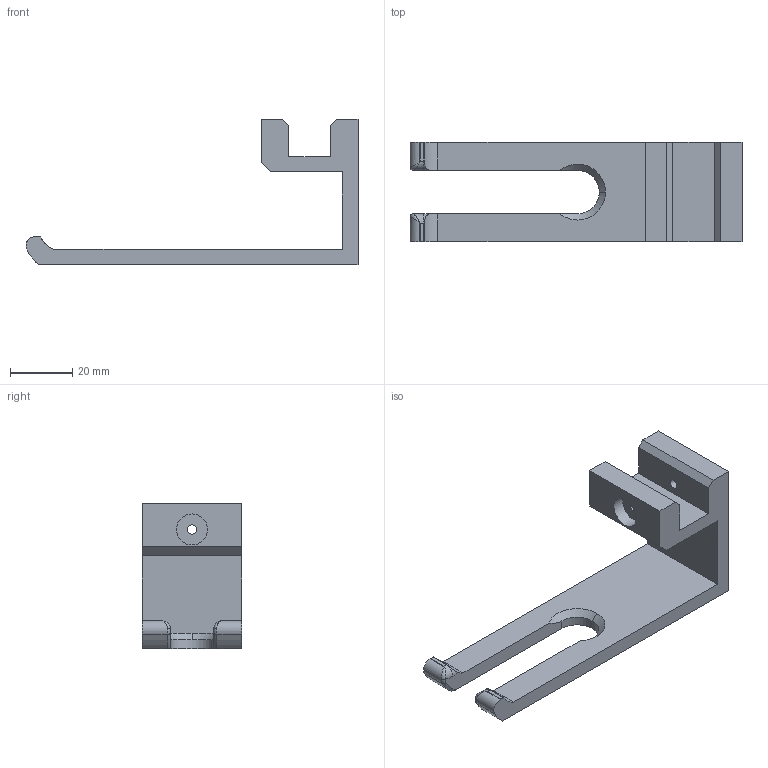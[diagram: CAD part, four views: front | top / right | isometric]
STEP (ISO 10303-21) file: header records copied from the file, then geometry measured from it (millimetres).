
FILE_DESCRIPTION(('HOOPS Exchange Step'),'2;1');
FILE_NAME('temp_export','2021-01-01T09:49:54-06:00',('mobile'),('Shapr3D Limited'),'HOOPS Exchange 2020.2','Shapr3D','Authorized');
FILE_SCHEMA( ('AP203_CONFIGURATION_CONTROLLED_3D_DESIGN_OF_MECHANICAL_PARTS_AND_ASSEMBLIES_MIM_LF') );
Length unit declared in the file: millimetre
Products named in the file (1): 973F080F-3253-4B5C-A788-A32DF32D18E8.tmp
Bounding box: 106.99 x 32 x 47 mm (x, y, z)
Volume: 28280.8 mm3; surface area: 13406.3 mm2
Topology: 1 solids, 1 shells, 49 faces, 135 edges, 87 vertices
Faces by surface type: plane 19, cylinder 18, torus 8, cone 2, bspline 2
Full cylindrical faces by diameter (mm): 3 x2, 10 x1
Entity records: 2418 total; most frequent: CARTESIAN_POINT 1131, DIRECTION 267, ORIENTED_EDGE 266, EDGE_CURVE 133, AXIS2_PLACEMENT_3D 100, VERTEX_POINT 87, VECTOR 67, LINE 67
